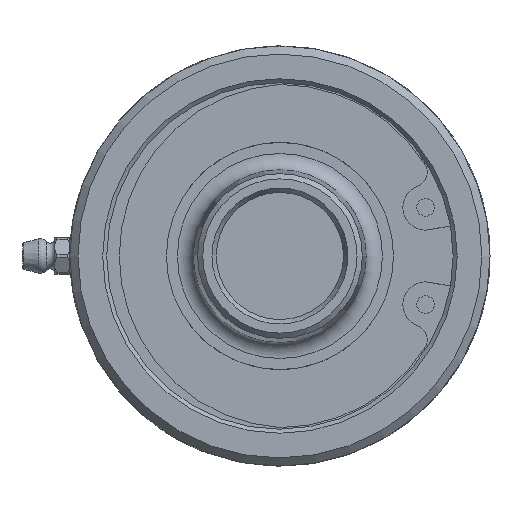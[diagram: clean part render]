
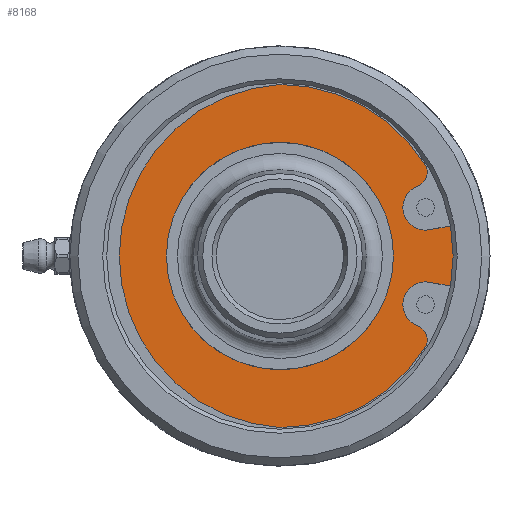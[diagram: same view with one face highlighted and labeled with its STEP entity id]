
A CAD part, left-side view. The second image highlights one B-rep face of the part: STEP entity #8168.
In plain terms, the highlighted planar face has unit normal (-1, 0, 0).
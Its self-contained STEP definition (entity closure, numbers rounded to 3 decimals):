
#336=PLANE('',#8845);
#525=FACE_BOUND('',#1145,.T.);
#650=FACE_OUTER_BOUND('',#1144,.T.);
#1144=EDGE_LOOP('',(#5895,#5896,#5897,#5898,#5899,#5900,#5901,#5902,#5903,
#5904));
#1145=EDGE_LOOP('',(#5905,#5906));
#2028=CIRCLE('',#8703,22.325);
#2029=CIRCLE('',#8704,22.325);
#2091=CIRCLE('',#8811,4.474);
#2097=CIRCLE('',#8822,33.733);
#2099=CIRCLE('',#8825,2.949);
#2101=CIRCLE('',#8828,4.474);
#2103=CIRCLE('',#8831,2.949);
#2105=CIRCLE('',#8834,33.733);
#2107=CIRCLE('',#8837,33.806);
#2109=CIRCLE('',#8841,36.9);
#2410=LINE('',#12858,#2826);
#2414=LINE('',#12868,#2830);
#2826=VECTOR('',#9809,10.);
#2830=VECTOR('',#9815,10.);
#3354=VERTEX_POINT('',#12467);
#3355=VERTEX_POINT('',#12468);
#3440=VERTEX_POINT('',#12846);
#3441=VERTEX_POINT('',#12848);
#3444=VERTEX_POINT('',#12856);
#3448=VERTEX_POINT('',#12865);
#3449=VERTEX_POINT('',#12867);
#3456=VERTEX_POINT('',#12886);
#3457=VERTEX_POINT('',#12888);
#3459=VERTEX_POINT('',#12897);
#3461=VERTEX_POINT('',#12903);
#3463=VERTEX_POINT('',#12909);
#4219=EDGE_CURVE('',#3354,#3355,#2028,.T.);
#4220=EDGE_CURVE('',#3355,#3354,#2029,.T.);
#4351=EDGE_CURVE('',#3441,#3440,#2091,.T.);
#4356=EDGE_CURVE('',#3440,#3444,#2410,.T.);
#4360=EDGE_CURVE('',#3449,#3448,#2414,.T.);
#4370=EDGE_CURVE('',#3457,#3456,#2097,.T.);
#4373=EDGE_CURVE('',#3456,#3441,#2099,.T.);
#4376=EDGE_CURVE('',#3448,#3459,#2101,.T.);
#4379=EDGE_CURVE('',#3459,#3461,#2103,.T.);
#4382=EDGE_CURVE('',#3461,#3463,#2105,.T.);
#4384=EDGE_CURVE('',#3463,#3457,#2107,.T.);
#4386=EDGE_CURVE('',#3444,#3449,#2109,.T.);
#5895=ORIENTED_EDGE('',*,*,#4360,.T.);
#5896=ORIENTED_EDGE('',*,*,#4376,.T.);
#5897=ORIENTED_EDGE('',*,*,#4379,.T.);
#5898=ORIENTED_EDGE('',*,*,#4382,.T.);
#5899=ORIENTED_EDGE('',*,*,#4384,.T.);
#5900=ORIENTED_EDGE('',*,*,#4370,.T.);
#5901=ORIENTED_EDGE('',*,*,#4373,.T.);
#5902=ORIENTED_EDGE('',*,*,#4351,.T.);
#5903=ORIENTED_EDGE('',*,*,#4356,.T.);
#5904=ORIENTED_EDGE('',*,*,#4386,.T.);
#5905=ORIENTED_EDGE('',*,*,#4219,.T.);
#5906=ORIENTED_EDGE('',*,*,#4220,.T.);
#8168=ADVANCED_FACE('',(#650,#525),#336,.F.);
#8703=AXIS2_PLACEMENT_3D('',#12469,#9553,#9554);
#8704=AXIS2_PLACEMENT_3D('',#12470,#9555,#9556);
#8811=AXIS2_PLACEMENT_3D('',#12849,#9801,#9802);
#8822=AXIS2_PLACEMENT_3D('',#12889,#9836,#9837);
#8825=AXIS2_PLACEMENT_3D('',#12893,#9843,#9844);
#8828=AXIS2_PLACEMENT_3D('',#12899,#9850,#9851);
#8831=AXIS2_PLACEMENT_3D('',#12905,#9857,#9858);
#8834=AXIS2_PLACEMENT_3D('',#12911,#9864,#9865);
#8837=AXIS2_PLACEMENT_3D('',#12914,#9870,#9871);
#8841=AXIS2_PLACEMENT_3D('',#12918,#9878,#9879);
#8845=AXIS2_PLACEMENT_3D('',#12923,#9886,#9887);
#9553=DIRECTION('center_axis',(1.,0.,0.));
#9554=DIRECTION('ref_axis',(0.,-1.,0.));
#9555=DIRECTION('center_axis',(1.,0.,0.));
#9556=DIRECTION('ref_axis',(0.,-1.,0.));
#9801=DIRECTION('center_axis',(1.,0.,0.));
#9802=DIRECTION('ref_axis',(0.,0.355,-0.935));
#9809=DIRECTION('',(0.,-0.985,-0.174));
#9815=DIRECTION('',(0.,0.985,-0.174));
#9836=DIRECTION('center_axis',(-1.,0.,0.));
#9837=DIRECTION('ref_axis',(0.,0.849,0.528));
#9843=DIRECTION('center_axis',(-1.,0.,0.));
#9844=DIRECTION('ref_axis',(0.,0.355,-0.935));
#9850=DIRECTION('center_axis',(1.,0.,0.));
#9851=DIRECTION('ref_axis',(0.,-0.046,-0.999));
#9857=DIRECTION('center_axis',(-1.,0.,0.));
#9858=DIRECTION('ref_axis',(0.,0.893,-0.451));
#9864=DIRECTION('center_axis',(-1.,0.,0.));
#9865=DIRECTION('ref_axis',(0.,0.,-1.));
#9870=DIRECTION('center_axis',(-1.,0.,0.));
#9871=DIRECTION('ref_axis',(0.,-0.066,0.998));
#9878=DIRECTION('center_axis',(-1.,0.,0.));
#9879=DIRECTION('ref_axis',(0.,1.,0.));
#9886=DIRECTION('center_axis',(1.,0.,0.));
#9887=DIRECTION('ref_axis',(0.,0.,-1.));
#12467=CARTESIAN_POINT('',(7.26,-22.325,0.));
#12468=CARTESIAN_POINT('',(7.26,22.325,0.));
#12469=CARTESIAN_POINT('Origin',(7.26,0.,
0.));
#12470=CARTESIAN_POINT('Origin',(7.26,0.,
0.));
#12846=CARTESIAN_POINT('',(7.26,-28.843,-5.086));
#12848=CARTESIAN_POINT('',(7.26,-27.053,-13.738));
#12849=CARTESIAN_POINT('Origin',(7.26,-28.639,-9.555));
#12856=CARTESIAN_POINT('',(7.26,-36.339,-6.408));
#12858=CARTESIAN_POINT('',(7.26,-4.374,-0.771));
#12865=CARTESIAN_POINT('',(7.26,-28.843,5.086));
#12867=CARTESIAN_POINT('',(7.26,-36.339,6.408));
#12868=CARTESIAN_POINT('',(7.26,-0.625,0.11));
#12886=CARTESIAN_POINT('',(7.26,-28.639,-17.825));
#12888=CARTESIAN_POINT('',(7.26,0.,-33.733));
#12889=CARTESIAN_POINT('Origin',(7.26,0.,0.));
#12893=CARTESIAN_POINT('Origin',(7.26,-26.007,-16.495));
#12897=CARTESIAN_POINT('',(7.26,-27.053,13.738));
#12899=CARTESIAN_POINT('Origin',(7.26,-28.639,9.555));
#12903=CARTESIAN_POINT('',(7.26,-28.639,17.825));
#12905=CARTESIAN_POINT('Origin',(7.26,-26.007,16.495));
#12909=CARTESIAN_POINT('',(7.26,0.,33.733));
#12911=CARTESIAN_POINT('Origin',(7.26,0.,0.));
#12914=CARTESIAN_POINT('Origin',(7.26,-2.225,0.));
#12918=CARTESIAN_POINT('Origin',(7.26,0.,0.));
#12923=CARTESIAN_POINT('Origin',(7.26,28.45,0.));
